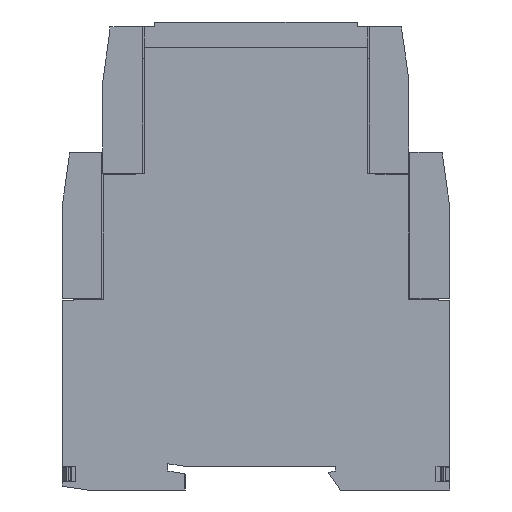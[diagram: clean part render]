
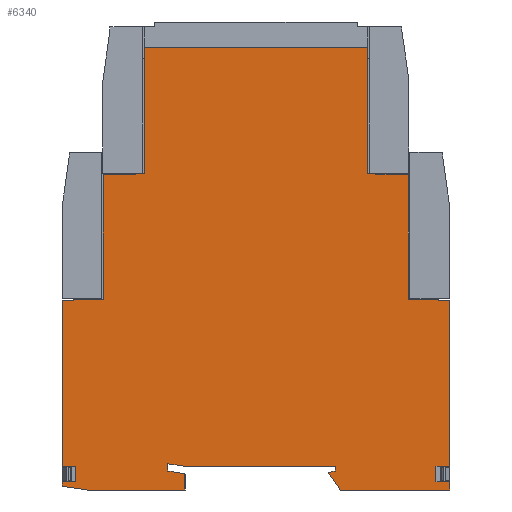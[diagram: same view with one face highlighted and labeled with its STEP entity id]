
A CAD part, left-side view. The second image highlights one B-rep face of the part: STEP entity #6340.
In plain terms, the highlighted planar face has unit normal (-1, 0, 0).
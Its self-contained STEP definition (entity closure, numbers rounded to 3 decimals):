
#6340=ADVANCED_FACE('',(#12938),#12939,.F.);
#12938=FACE_OUTER_BOUND('',#19584,.T.);
#12939=PLANE('',#19585);
#19584=EDGE_LOOP('',(#39304,#39305,#39306,#39307,#39308,#39309,#39310,#39311,#39312,#39313,#39314,#39315,#39316,#39317,#39318,#39319,#39320,#39321,#39322,#39323,#39324,#39325,#39326,#39327,#39328,#39329,#39330,#39331,#39332,#39333,#39334));
#19585=AXIS2_PLACEMENT_3D('',#39335,#39336,#39337);
#39304=ORIENTED_EDGE('',*,*,#47500,.F.);
#39305=ORIENTED_EDGE('',*,*,#47538,.F.);
#39306=ORIENTED_EDGE('',*,*,#47539,.F.);
#39307=ORIENTED_EDGE('',*,*,#47540,.F.);
#39308=ORIENTED_EDGE('',*,*,#47528,.F.);
#39309=ORIENTED_EDGE('',*,*,#47531,.F.);
#39310=ORIENTED_EDGE('',*,*,#47541,.F.);
#39311=ORIENTED_EDGE('',*,*,#47542,.T.);
#39312=ORIENTED_EDGE('',*,*,#47543,.T.);
#39313=ORIENTED_EDGE('',*,*,#47544,.T.);
#39314=ORIENTED_EDGE('',*,*,#47545,.F.);
#39315=ORIENTED_EDGE('',*,*,#47546,.F.);
#39316=ORIENTED_EDGE('',*,*,#47547,.F.);
#39317=ORIENTED_EDGE('',*,*,#47548,.F.);
#39318=ORIENTED_EDGE('',*,*,#47549,.F.);
#39319=ORIENTED_EDGE('',*,*,#47550,.F.);
#39320=ORIENTED_EDGE('',*,*,#47551,.F.);
#39321=ORIENTED_EDGE('',*,*,#47552,.F.);
#39322=ORIENTED_EDGE('',*,*,#47553,.F.);
#39323=ORIENTED_EDGE('',*,*,#46821,.F.);
#39324=ORIENTED_EDGE('',*,*,#47554,.F.);
#39325=ORIENTED_EDGE('',*,*,#47555,.T.);
#39326=ORIENTED_EDGE('',*,*,#47556,.T.);
#39327=ORIENTED_EDGE('',*,*,#47557,.T.);
#39328=ORIENTED_EDGE('',*,*,#47558,.F.);
#39329=ORIENTED_EDGE('',*,*,#47559,.F.);
#39330=ORIENTED_EDGE('',*,*,#47560,.F.);
#39331=ORIENTED_EDGE('',*,*,#47561,.F.);
#39332=ORIENTED_EDGE('',*,*,#47562,.F.);
#39333=ORIENTED_EDGE('',*,*,#47563,.F.);
#39334=ORIENTED_EDGE('',*,*,#47564,.F.);
#39335=CARTESIAN_POINT('',(0.0,43.075,43.271));
#39336=DIRECTION('',(1.0,0.0,0.0));
#39337=DIRECTION('',(0.0,0.0,-1.0));
#46821=EDGE_CURVE('',#58106,#58108,#58109,.T.);
#47500=EDGE_CURVE('',#59088,#59090,#59091,.T.);
#47528=EDGE_CURVE('',#59131,#59127,#59133,.T.);
#47531=EDGE_CURVE('',#59135,#59131,#59137,.T.);
#47538=EDGE_CURVE('',#59144,#59088,#59145,.T.);
#47539=EDGE_CURVE('',#59146,#59144,#59147,.T.);
#47540=EDGE_CURVE('',#59127,#59146,#59148,.T.);
#47541=EDGE_CURVE('',#59149,#59135,#59150,.T.);
#47542=EDGE_CURVE('',#59149,#59151,#59152,.T.);
#47543=EDGE_CURVE('',#59151,#59153,#59154,.T.);
#47544=EDGE_CURVE('',#59153,#59155,#59156,.T.);
#47545=EDGE_CURVE('',#59157,#59155,#59158,.T.);
#47546=EDGE_CURVE('',#59159,#59157,#59160,.T.);
#47547=EDGE_CURVE('',#59161,#59159,#59162,.T.);
#47548=EDGE_CURVE('',#59163,#59161,#59164,.T.);
#47549=EDGE_CURVE('',#59165,#59163,#59166,.T.);
#47550=EDGE_CURVE('',#59167,#59165,#59168,.T.);
#47551=EDGE_CURVE('',#59169,#59167,#59170,.T.);
#47552=EDGE_CURVE('',#59171,#59169,#59172,.T.);
#47553=EDGE_CURVE('',#58108,#59171,#59173,.T.);
#47554=EDGE_CURVE('',#59174,#58106,#59175,.T.);
#47555=EDGE_CURVE('',#59174,#59176,#59177,.T.);
#47556=EDGE_CURVE('',#59176,#59178,#59179,.T.);
#47557=EDGE_CURVE('',#59178,#59180,#59181,.T.);
#47558=EDGE_CURVE('',#59182,#59180,#59183,.T.);
#47559=EDGE_CURVE('',#59184,#59182,#59185,.T.);
#47560=EDGE_CURVE('',#59186,#59184,#59187,.T.);
#47561=EDGE_CURVE('',#59188,#59186,#59189,.T.);
#47562=EDGE_CURVE('',#59190,#59188,#59191,.T.);
#47563=EDGE_CURVE('',#59192,#59190,#59193,.T.);
#47564=EDGE_CURVE('',#59090,#59192,#59194,.T.);
#58106=VERTEX_POINT('',#74419);
#58108=VERTEX_POINT('',#74422);
#58109=LINE('',#74423,#74424);
#59088=VERTEX_POINT('',#75867);
#59090=VERTEX_POINT('',#75870);
#59091=LINE('',#75871,#75872);
#59127=VERTEX_POINT('',#75926);
#59131=VERTEX_POINT('',#75932);
#59133=LINE('',#75935,#75936);
#59135=VERTEX_POINT('',#75938);
#59137=LINE('',#75941,#75942);
#59144=VERTEX_POINT('',#75951);
#59145=LINE('',#75952,#75953);
#59146=VERTEX_POINT('',#75954);
#59147=LINE('',#75955,#75956);
#59148=LINE('',#75957,#75958);
#59149=VERTEX_POINT('',#75959);
#59150=LINE('',#75960,#75961);
#59151=VERTEX_POINT('',#75962);
#59152=LINE('',#75963,#75964);
#59153=VERTEX_POINT('',#75965);
#59154=LINE('',#75966,#75967);
#59155=VERTEX_POINT('',#75968);
#59156=LINE('',#75969,#75970);
#59157=VERTEX_POINT('',#75971);
#59158=LINE('',#75972,#75973);
#59159=VERTEX_POINT('',#75974);
#59160=LINE('',#75975,#75976);
#59161=VERTEX_POINT('',#75977);
#59162=LINE('',#75978,#75979);
#59163=VERTEX_POINT('',#75980);
#59164=LINE('',#75981,#75982);
#59165=VERTEX_POINT('',#75983);
#59166=LINE('',#75984,#75985);
#59167=VERTEX_POINT('',#75986);
#59168=LINE('',#75987,#75988);
#59169=VERTEX_POINT('',#75989);
#59170=LINE('',#75990,#75991);
#59171=VERTEX_POINT('',#75992);
#59172=LINE('',#75993,#75994);
#59173=LINE('',#75995,#75996);
#59174=VERTEX_POINT('',#75997);
#59175=LINE('',#75998,#75999);
#59176=VERTEX_POINT('',#76000);
#59177=LINE('',#76001,#76002);
#59178=VERTEX_POINT('',#76003);
#59179=LINE('',#76004,#76005);
#59180=VERTEX_POINT('',#76006);
#59181=LINE('',#76007,#76008);
#59182=VERTEX_POINT('',#76009);
#59183=LINE('',#76010,#76011);
#59184=VERTEX_POINT('',#76012);
#59185=LINE('',#76013,#76014);
#59186=VERTEX_POINT('',#76015);
#59187=LINE('',#76016,#76017);
#59188=VERTEX_POINT('',#76018);
#59189=LINE('',#76019,#76020);
#59190=VERTEX_POINT('',#76021);
#59191=CIRCLE('',#76022,45.43);
#59192=VERTEX_POINT('',#76023);
#59193=LINE('',#76024,#76025);
#59194=LINE('',#76026,#76027);
#74419=CARTESIAN_POINT('',(0.0,85.65,41.936));
#74422=CARTESIAN_POINT('',(0.0,76.55,42.095));
#74423=CARTESIAN_POINT('',(0.0,85.65,41.936));
#74424=VECTOR('',#82382,1.0);
#75867=CARTESIAN_POINT('',(0.0,25.35,5.295));
#75870=CARTESIAN_POINT('',(0.0,58.85,5.295));
#75871=CARTESIAN_POINT('',(0.0,25.35,5.295));
#75872=VECTOR('',#82905,1.0);
#75926=CARTESIAN_POINT('',(0.,26.783,3.706));
#75932=CARTESIAN_POINT('',(0.0,24.188,0.0));
#75935=CARTESIAN_POINT('',(0.0,24.188,0.0));
#75936=VECTOR('',#82927,1.0);
#75938=CARTESIAN_POINT('',(0.0,0.05,0.0));
#75941=CARTESIAN_POINT('',(0.0,0.05,0.0));
#75942=VECTOR('',#82929,1.0);
#75951=CARTESIAN_POINT('',(0.0,25.35,4.195));
#75952=CARTESIAN_POINT('',(0.0,25.35,4.195));
#75953=VECTOR('',#82932,1.0);
#75954=CARTESIAN_POINT('',(0.0,26.741,3.822));
#75955=CARTESIAN_POINT('',(0.0,26.741,3.822));
#75956=VECTOR('',#82933,1.0);
#75957=CARTESIAN_POINT('',(0.0,26.783,3.706));
#75958=VECTOR('',#82934,1.0);
#75959=CARTESIAN_POINT('',(0.0,0.05,1.86));
#75960=CARTESIAN_POINT('',(0.0,0.05,41.936));
#75961=VECTOR('',#82935,1.0);
#75962=CARTESIAN_POINT('',(0.0,3.06,1.86));
#75963=CARTESIAN_POINT('',(0.0,22.315,1.86));
#75964=VECTOR('',#82936,1.0);
#75965=CARTESIAN_POINT('',(0.0,3.06,5.23));
#75966=CARTESIAN_POINT('',(0.0,3.06,23.408));
#75967=VECTOR('',#82937,1.0);
#75968=CARTESIAN_POINT('',(0.0,0.05,5.23));
#75969=CARTESIAN_POINT('',(0.0,22.315,5.23));
#75970=VECTOR('',#82938,1.0);
#75971=CARTESIAN_POINT('',(0.0,0.05,41.936));
#75972=CARTESIAN_POINT('',(0.0,0.05,41.936));
#75973=VECTOR('',#82939,1.0);
#75974=CARTESIAN_POINT('',(0.0,9.15,42.095));
#75975=CARTESIAN_POINT('',(0.0,9.15,42.095));
#75976=VECTOR('',#82940,1.0);
#75977=CARTESIAN_POINT('',(0.0,9.15,69.688));
#75978=CARTESIAN_POINT('',(0.0,9.15,69.688));
#75979=VECTOR('',#82941,1.0);
#75980=CARTESIAN_POINT('',(0.0,18.15,69.845));
#75981=CARTESIAN_POINT('',(0.0,18.15,69.845));
#75982=VECTOR('',#82942,1.0);
#75983=CARTESIAN_POINT('',(0.0,18.15,97.781));
#75984=CARTESIAN_POINT('',(0.0,18.15,97.781));
#75985=VECTOR('',#82943,1.0);
#75986=CARTESIAN_POINT('',(0.0,67.55,97.781));
#75987=CARTESIAN_POINT('',(0.0,67.55,97.781));
#75988=VECTOR('',#82944,1.0);
#75989=CARTESIAN_POINT('',(0.0,67.55,69.845));
#75990=CARTESIAN_POINT('',(0.0,67.55,69.845));
#75991=VECTOR('',#82945,1.0);
#75992=CARTESIAN_POINT('',(0.0,76.55,69.688));
#75993=CARTESIAN_POINT('',(0.0,76.55,69.688));
#75994=VECTOR('',#82946,1.0);
#75995=CARTESIAN_POINT('',(0.0,76.55,42.095));
#75996=VECTOR('',#82947,1.0);
#75997=CARTESIAN_POINT('',(0.0,85.65,5.23));
#75998=CARTESIAN_POINT('',(0.0,85.65,0.8));
#75999=VECTOR('',#82948,1.0);
#76000=CARTESIAN_POINT('',(0.0,82.64,5.23));
#76001=CARTESIAN_POINT('',(0.0,63.61,5.23));
#76002=VECTOR('',#82949,1.0);
#76003=CARTESIAN_POINT('',(0.0,82.64,1.86));
#76004=CARTESIAN_POINT('',(0.0,82.64,23.408));
#76005=VECTOR('',#82950,1.0);
#76006=CARTESIAN_POINT('',(0.0,85.65,1.86));
#76007=CARTESIAN_POINT('',(0.0,63.61,1.86));
#76008=VECTOR('',#82951,1.0);
#76009=CARTESIAN_POINT('',(0.0,85.65,0.8));
#76010=CARTESIAN_POINT('',(0.0,85.65,0.8));
#76011=VECTOR('',#82952,1.0);
#76012=CARTESIAN_POINT('',(0.0,79.957,0.0));
#76013=CARTESIAN_POINT('',(0.0,79.957,0.0));
#76014=VECTOR('',#82953,1.0);
#76015=CARTESIAN_POINT('',(0.0,58.555,0.0));
#76016=CARTESIAN_POINT('',(0.0,58.555,0.0));
#76017=VECTOR('',#82954,1.0);
#76018=CARTESIAN_POINT('',(0.0,58.555,3.496));
#76019=CARTESIAN_POINT('',(0.0,58.555,3.496));
#76020=VECTOR('',#82955,1.0);
#76021=CARTESIAN_POINT('',(0.0,62.35,4.195));
#76022=AXIS2_PLACEMENT_3D('',#82956,#82957,#82958);
#76023=CARTESIAN_POINT('',(0.0,62.35,5.795));
#76024=CARTESIAN_POINT('',(0.0,62.35,5.795));
#76025=VECTOR('',#82959,1.0);
#76026=CARTESIAN_POINT('',(0.0,58.85,5.295));
#76027=VECTOR('',#82960,1.0);
#82382=DIRECTION('',(0.0,-1.,0.017));
#82905=DIRECTION('',(0.0,1.0,0.0));
#82927=DIRECTION('',(0.0,0.574,0.819));
#82929=DIRECTION('',(0.0,1.0,0.0));
#82932=DIRECTION('',(0.0,0.0,1.0));
#82933=DIRECTION('',(0.0,-0.966,0.259));
#82934=DIRECTION('',(0.0,-0.342,0.94));
#82935=DIRECTION('',(0.0,0.0,-1.0));
#82936=DIRECTION('',(0.0,1.0,0.0));
#82937=DIRECTION('',(0.0,0.0,1.0));
#82938=DIRECTION('',(0.0,-1.0,0.0));
#82939=DIRECTION('',(0.0,0.0,-1.0));
#82940=DIRECTION('',(0.0,-1.,-0.017));
#82941=DIRECTION('',(0.0,0.0,-1.0));
#82942=DIRECTION('',(0.0,-1.,-0.017));
#82943=DIRECTION('',(0.0,0.0,-1.0));
#82944=DIRECTION('',(0.0,-1.0,0.0));
#82945=DIRECTION('',(0.0,0.0,1.0));
#82946=DIRECTION('',(0.0,-1.,0.017));
#82947=DIRECTION('',(0.0,0.0,1.0));
#82948=DIRECTION('',(0.0,0.0,1.0));
#82949=DIRECTION('',(0.0,-1.0,0.0));
#82950=DIRECTION('',(0.0,0.0,-1.0));
#82951=DIRECTION('',(0.0,1.0,0.0));
#82952=DIRECTION('',(0.0,0.0,1.0));
#82953=DIRECTION('',(0.0,0.99,0.139));
#82954=DIRECTION('',(0.0,1.0,0.0));
#82955=DIRECTION('',(0.0,0.,-1.));
#82956=CARTESIAN_POINT('',(0.0,68.673,-40.793));
#82957=DIRECTION('',(1.0,0.0,0.0));
#82958=DIRECTION('',(0.0,-0.139,0.99));
#82959=DIRECTION('',(0.0,0.0,-1.0));
#82960=DIRECTION('',(0.0,0.99,0.141));
